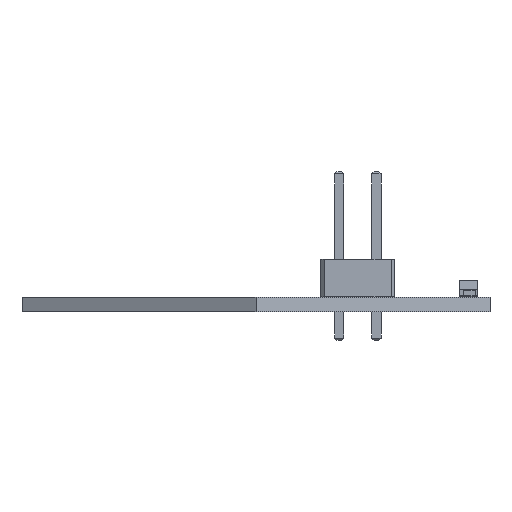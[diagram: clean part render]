
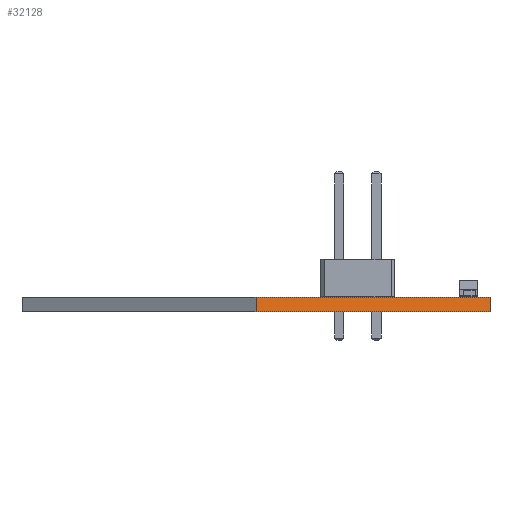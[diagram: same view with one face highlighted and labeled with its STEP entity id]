
A CAD part, front view. The second image highlights one B-rep face of the part: STEP entity #32128.
In plain terms, the highlighted planar face has unit normal (0.5, -0.866, 0).
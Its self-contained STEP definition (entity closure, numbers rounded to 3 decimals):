
#31947 = PLANE('',#31948);
#31948 = AXIS2_PLACEMENT_3D('',#31949,#31950,#31951);
#31949 = CARTESIAN_POINT('',(16.,9.238,0.));
#31950 = DIRECTION('',(1.,0.,-0.));
#31951 = DIRECTION('',(0.,-1.,0.));
#31972 = VERTEX_POINT('',#31973);
#31973 = CARTESIAN_POINT('',(16.,-9.238,1.));
#31987 = PLANE('',#31988);
#31988 = AXIS2_PLACEMENT_3D('',#31989,#31990,#31991);
#31989 = CARTESIAN_POINT('',(-2.296,0.,1.));
#31990 = DIRECTION('',(-0.,-0.,-1.));
#31991 = DIRECTION('',(-1.,0.,0.));
#31999 = EDGE_CURVE('',#32000,#31972,#32002,.T.);
#32000 = VERTEX_POINT('',#32001);
#32001 = CARTESIAN_POINT('',(16.,-9.238,0.));
#32002 = SURFACE_CURVE('',#32003,(#32007,#32014),.PCURVE_S1.);
#32003 = LINE('',#32004,#32005);
#32004 = CARTESIAN_POINT('',(16.,-9.238,0.));
#32005 = VECTOR('',#32006,1.);
#32006 = DIRECTION('',(0.,0.,1.));
#32007 = PCURVE('',#31947,#32008);
#32008 = DEFINITIONAL_REPRESENTATION('',(#32009),#32013);
#32009 = LINE('',#32010,#32011);
#32010 = CARTESIAN_POINT('',(18.475,0.));
#32011 = VECTOR('',#32012,1.);
#32012 = DIRECTION('',(0.,-1.));
#32013 = ( GEOMETRIC_REPRESENTATION_CONTEXT(2) 
PARAMETRIC_REPRESENTATION_CONTEXT() REPRESENTATION_CONTEXT('2D SPACE',''
  ) );
#32014 = PCURVE('',#32015,#32020);
#32015 = PLANE('',#32016);
#32016 = AXIS2_PLACEMENT_3D('',#32017,#32018,#32019);
#32017 = CARTESIAN_POINT('',(16.,-9.238,0.));
#32018 = DIRECTION('',(0.5,-0.866,0.));
#32019 = DIRECTION('',(-0.866,-0.5,0.));
#32020 = DEFINITIONAL_REPRESENTATION('',(#32021),#32025);
#32021 = LINE('',#32022,#32023);
#32022 = CARTESIAN_POINT('',(0.,0.));
#32023 = VECTOR('',#32024,1.);
#32024 = DIRECTION('',(0.,-1.));
#32025 = ( GEOMETRIC_REPRESENTATION_CONTEXT(2) 
PARAMETRIC_REPRESENTATION_CONTEXT() REPRESENTATION_CONTEXT('2D SPACE',''
  ) );
#32041 = PLANE('',#32042);
#32042 = AXIS2_PLACEMENT_3D('',#32043,#32044,#32045);
#32043 = CARTESIAN_POINT('',(-2.296,0.,0.));
#32044 = DIRECTION('',(-0.,-0.,-1.));
#32045 = DIRECTION('',(-1.,0.,0.));
#32128 = ADVANCED_FACE('',(#32129),#32015,.T.);
#32129 = FACE_BOUND('',#32130,.T.);
#32130 = EDGE_LOOP('',(#32131,#32132,#32155,#32183));
#32131 = ORIENTED_EDGE('',*,*,#31999,.T.);
#32132 = ORIENTED_EDGE('',*,*,#32133,.T.);
#32133 = EDGE_CURVE('',#31972,#32134,#32136,.T.);
#32134 = VERTEX_POINT('',#32135);
#32135 = CARTESIAN_POINT('',(0.,-18.475,1.));
#32136 = SURFACE_CURVE('',#32137,(#32141,#32148),.PCURVE_S1.);
#32137 = LINE('',#32138,#32139);
#32138 = CARTESIAN_POINT('',(16.,-9.238,1.));
#32139 = VECTOR('',#32140,1.);
#32140 = DIRECTION('',(-0.866,-0.5,0.));
#32141 = PCURVE('',#32015,#32142);
#32142 = DEFINITIONAL_REPRESENTATION('',(#32143),#32147);
#32143 = LINE('',#32144,#32145);
#32144 = CARTESIAN_POINT('',(0.,-1.));
#32145 = VECTOR('',#32146,1.);
#32146 = DIRECTION('',(1.,0.));
#32147 = ( GEOMETRIC_REPRESENTATION_CONTEXT(2) 
PARAMETRIC_REPRESENTATION_CONTEXT() REPRESENTATION_CONTEXT('2D SPACE',''
  ) );
#32148 = PCURVE('',#31987,#32149);
#32149 = DEFINITIONAL_REPRESENTATION('',(#32150),#32154);
#32150 = LINE('',#32151,#32152);
#32151 = CARTESIAN_POINT('',(-18.296,-9.238));
#32152 = VECTOR('',#32153,1.);
#32153 = DIRECTION('',(0.866,-0.5));
#32154 = ( GEOMETRIC_REPRESENTATION_CONTEXT(2) 
PARAMETRIC_REPRESENTATION_CONTEXT() REPRESENTATION_CONTEXT('2D SPACE',''
  ) );
#32155 = ORIENTED_EDGE('',*,*,#32156,.F.);
#32156 = EDGE_CURVE('',#32157,#32134,#32159,.T.);
#32157 = VERTEX_POINT('',#32158);
#32158 = CARTESIAN_POINT('',(0.,-18.475,0.));
#32159 = SURFACE_CURVE('',#32160,(#32164,#32171),.PCURVE_S1.);
#32160 = LINE('',#32161,#32162);
#32161 = CARTESIAN_POINT('',(0.,-18.475,0.));
#32162 = VECTOR('',#32163,1.);
#32163 = DIRECTION('',(0.,0.,1.));
#32164 = PCURVE('',#32015,#32165);
#32165 = DEFINITIONAL_REPRESENTATION('',(#32166),#32170);
#32166 = LINE('',#32167,#32168);
#32167 = CARTESIAN_POINT('',(18.475,0.));
#32168 = VECTOR('',#32169,1.);
#32169 = DIRECTION('',(0.,-1.));
#32170 = ( GEOMETRIC_REPRESENTATION_CONTEXT(2) 
PARAMETRIC_REPRESENTATION_CONTEXT() REPRESENTATION_CONTEXT('2D SPACE',''
  ) );
#32171 = PCURVE('',#32172,#32177);
#32172 = PLANE('',#32173);
#32173 = AXIS2_PLACEMENT_3D('',#32174,#32175,#32176);
#32174 = CARTESIAN_POINT('',(0.,-18.475,0.));
#32175 = DIRECTION('',(-0.5,-0.866,0.));
#32176 = DIRECTION('',(-0.866,0.5,0.));
#32177 = DEFINITIONAL_REPRESENTATION('',(#32178),#32182);
#32178 = LINE('',#32179,#32180);
#32179 = CARTESIAN_POINT('',(0.,0.));
#32180 = VECTOR('',#32181,1.);
#32181 = DIRECTION('',(0.,-1.));
#32182 = ( GEOMETRIC_REPRESENTATION_CONTEXT(2) 
PARAMETRIC_REPRESENTATION_CONTEXT() REPRESENTATION_CONTEXT('2D SPACE',''
  ) );
#32183 = ORIENTED_EDGE('',*,*,#32184,.F.);
#32184 = EDGE_CURVE('',#32000,#32157,#32185,.T.);
#32185 = SURFACE_CURVE('',#32186,(#32190,#32197),.PCURVE_S1.);
#32186 = LINE('',#32187,#32188);
#32187 = CARTESIAN_POINT('',(16.,-9.238,0.));
#32188 = VECTOR('',#32189,1.);
#32189 = DIRECTION('',(-0.866,-0.5,0.));
#32190 = PCURVE('',#32015,#32191);
#32191 = DEFINITIONAL_REPRESENTATION('',(#32192),#32196);
#32192 = LINE('',#32193,#32194);
#32193 = CARTESIAN_POINT('',(0.,0.));
#32194 = VECTOR('',#32195,1.);
#32195 = DIRECTION('',(1.,0.));
#32196 = ( GEOMETRIC_REPRESENTATION_CONTEXT(2) 
PARAMETRIC_REPRESENTATION_CONTEXT() REPRESENTATION_CONTEXT('2D SPACE',''
  ) );
#32197 = PCURVE('',#32041,#32198);
#32198 = DEFINITIONAL_REPRESENTATION('',(#32199),#32203);
#32199 = LINE('',#32200,#32201);
#32200 = CARTESIAN_POINT('',(-18.296,-9.238));
#32201 = VECTOR('',#32202,1.);
#32202 = DIRECTION('',(0.866,-0.5));
#32203 = ( GEOMETRIC_REPRESENTATION_CONTEXT(2) 
PARAMETRIC_REPRESENTATION_CONTEXT() REPRESENTATION_CONTEXT('2D SPACE',''
  ) );
